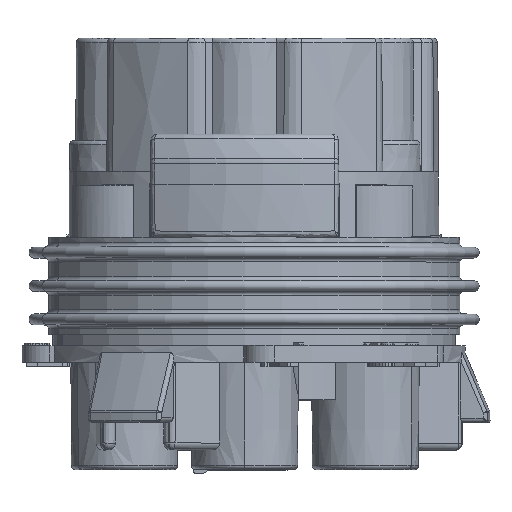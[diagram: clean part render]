
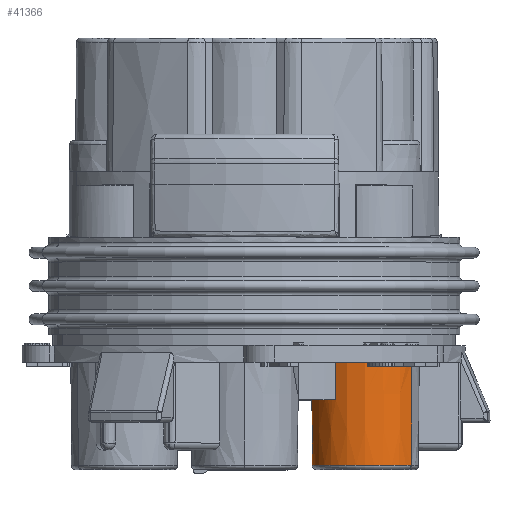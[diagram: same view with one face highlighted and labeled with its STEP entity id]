
A CAD part, top view. The second image highlights one B-rep face of the part: STEP entity #41366.
In plain terms, the highlighted conical face has half-angle 0.5 degrees and reference radius 3.883 mm.
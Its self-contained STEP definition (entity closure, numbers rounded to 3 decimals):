
#3049=DIRECTION('',(-0.008,1.,-0.004));
#3050=VECTOR('',#3049,15.403);
#3051=CARTESIAN_POINT('',(5.356,-30.703,3.092));
#3052=LINE('',#3051,#3050);
#3058=DIRECTION('',(0.008,1.,0.004));
#3059=VECTOR('',#3058,7.403);
#3060=CARTESIAN_POINT('',(11.965,-30.703,6.908));
#3061=LINE('',#3060,#3059);
#4605=CARTESIAN_POINT('',(8.66,-23.3,5.));
#4606=DIRECTION('',(0.,-1.,0.));
#4607=DIRECTION('',(0.866,0.,0.5));
#4608=AXIS2_PLACEMENT_3D('',#4605,#4606,#4607);
#4610=CARTESIAN_POINT('',(8.66,-30.703,5.));
#4611=DIRECTION('',(0.,1.,0.));
#4612=DIRECTION('',(-0.866,0.,-0.5));
#4613=AXIS2_PLACEMENT_3D('',#4610,#4611,#4612);
#4615=CARTESIAN_POINT('',(8.66,-15.3,5.));
#4616=DIRECTION('',(0.,-1.,0.));
#4617=DIRECTION('',(-0.943,0.,-0.333));
#4618=AXIS2_PLACEMENT_3D('',#4615,#4616,#4617);
#4620=CARTESIAN_POINT('',(4.935,-15.3,3.686));
#4621=CARTESIAN_POINT('',(4.941,-16.497,3.702));
#4622=CARTESIAN_POINT('',(4.952,-18.885,3.732));
#4623=CARTESIAN_POINT('',(4.97,-22.452,3.778));
#4624=CARTESIAN_POINT('',(4.981,-24.819,3.809));
#4625=CARTESIAN_POINT('',(4.987,-26.,3.824));
#4627=CARTESIAN_POINT('',(8.66,-26.,5.));
#4628=DIRECTION('',(0.,-1.,0.));
#4629=DIRECTION('',(-1.,0.,-0.029));
#4630=AXIS2_PLACEMENT_3D('',#4627,#4628,#4629);
#4632=CARTESIAN_POINT('',(4.711,-15.3,4.943));
#4633=CARTESIAN_POINT('',(4.721,-16.494,4.937));
#4634=CARTESIAN_POINT('',(4.742,-18.878,4.925));
#4635=CARTESIAN_POINT('',(4.774,-22.444,4.907));
#4636=CARTESIAN_POINT('',(4.795,-24.816,4.895));
#4637=CARTESIAN_POINT('',(4.805,-26.,4.889));
#4639=CARTESIAN_POINT('',(8.66,-15.3,5.));
#4640=DIRECTION('',(0.,-1.,0.));
#4641=DIRECTION('',(-0.768,0.,0.64));
#4642=AXIS2_PLACEMENT_3D('',#4639,#4640,#4641);
#4644=CARTESIAN_POINT('',(5.627,-15.3,7.53));
#4645=CARTESIAN_POINT('',(5.642,-16.495,7.532));
#4646=CARTESIAN_POINT('',(5.672,-18.881,7.535));
#4647=CARTESIAN_POINT('',(5.717,-22.448,7.54));
#4648=CARTESIAN_POINT('',(5.747,-24.817,7.543));
#4649=CARTESIAN_POINT('',(5.762,-26.,7.545));
#4651=CARTESIAN_POINT('',(8.66,-26.,5.));
#4652=DIRECTION('',(0.,-1.,0.));
#4653=DIRECTION('',(-0.55,0.,0.835));
#4654=AXIS2_PLACEMENT_3D('',#4651,#4652,#4653);
#4656=CARTESIAN_POINT('',(6.547,-15.3,8.337));
#4657=CARTESIAN_POINT('',(6.546,-16.495,8.324));
#4658=CARTESIAN_POINT('',(6.545,-18.88,8.299));
#4659=CARTESIAN_POINT('',(6.543,-22.447,8.26));
#4660=CARTESIAN_POINT('',(6.542,-24.817,8.235));
#4661=CARTESIAN_POINT('',(6.541,-26.,8.222));
#4663=CARTESIAN_POINT('',(8.66,-15.3,5.));
#4664=DIRECTION('',(0.,-1.,0.));
#4665=DIRECTION('',(0.195,0.,0.981));
#4666=AXIS2_PLACEMENT_3D('',#4663,#4664,#4665);
#4673=CARTESIAN_POINT('',(9.623,-22.804,8.763));
#4674=CARTESIAN_POINT('',(9.602,-21.98,8.776));
#4675=CARTESIAN_POINT('',(9.559,-20.325,8.802));
#4676=CARTESIAN_POINT('',(9.495,-17.823,8.838));
#4677=CARTESIAN_POINT('',(9.453,-16.143,8.862));
#4678=CARTESIAN_POINT('',(9.432,-15.3,8.874));
#4696=CARTESIAN_POINT('',(10.636,-23.3,8.34));
#4697=CARTESIAN_POINT('',(10.563,-23.3,8.383));
#4698=CARTESIAN_POINT('',(10.421,-23.294,8.46));
#4699=CARTESIAN_POINT('',(10.222,-23.267,8.554));
#4700=CARTESIAN_POINT('',(10.039,-23.22,8.629));
#4701=CARTESIAN_POINT('',(9.876,-23.151,8.687));
#4702=CARTESIAN_POINT('',(9.742,-23.057,8.729));
#4703=CARTESIAN_POINT('',(9.647,-22.936,8.756));
#4704=CARTESIAN_POINT('',(9.625,-22.85,8.763));
#4705=CARTESIAN_POINT('',(9.623,-22.804,8.763));
#30055=CARTESIAN_POINT('',(9.432,-15.3,8.874));
#30057=VERTEX_POINT('',#30055);
#30115=CARTESIAN_POINT('',(5.239,-15.3,3.025));
#30116=VERTEX_POINT('',#30115);
#30177=CARTESIAN_POINT('',(6.547,-15.3,8.337));
#30178=VERTEX_POINT('',#30177);
#30181=CARTESIAN_POINT('',(6.541,-26.,8.222));
#30182=CARTESIAN_POINT('',(5.762,-26.,7.545));
#30183=VERTEX_POINT('',#30181);
#30184=VERTEX_POINT('',#30182);
#30189=CARTESIAN_POINT('',(5.627,-15.3,7.53));
#30190=CARTESIAN_POINT('',(4.711,-15.3,4.943));
#30191=VERTEX_POINT('',#30189);
#30192=VERTEX_POINT('',#30190);
#30313=CARTESIAN_POINT('',(4.805,-26.,4.889));
#30314=CARTESIAN_POINT('',(4.987,-26.,3.824));
#30315=VERTEX_POINT('',#30313);
#30316=VERTEX_POINT('',#30314);
#30317=CARTESIAN_POINT('',(4.935,-15.3,3.686));
#30318=VERTEX_POINT('',#30317);
#30319=CARTESIAN_POINT('',(5.356,-30.703,
3.092));
#30320=CARTESIAN_POINT('',(11.965,-30.703,
6.908));
#30321=VERTEX_POINT('',#30319);
#30322=VERTEX_POINT('',#30320);
#30435=CARTESIAN_POINT('',(12.021,-23.3,6.94));
#30436=VERTEX_POINT('',#30435);
#30444=CARTESIAN_POINT('',(9.623,-22.804,
8.763));
#30446=VERTEX_POINT('',#30444);
#30487=CARTESIAN_POINT('',(10.636,-23.3,8.34));
#30488=VERTEX_POINT('',#30487);
#41334=CARTESIAN_POINT('',(8.66,-23.001,5.));
#41335=DIRECTION('',(0.,1.,0.));
#41336=DIRECTION('',(0.866,0.,0.5));
#41337=AXIS2_PLACEMENT_3D('',#41334,#41335,#41336);
#41338=CONICAL_SURFACE('',#41337,3.883,0.5);
#41340=ORIENTED_EDGE('',*,*,#41339,.F.);
#41342=ORIENTED_EDGE('',*,*,#41341,.F.);
#41344=ORIENTED_EDGE('',*,*,#41343,.F.);
#41345=ORIENTED_EDGE('',*,*,#39521,.F.);
#41346=ORIENTED_EDGE('',*,*,#41324,.F.);
#41347=ORIENTED_EDGE('',*,*,#39517,.T.);
#41348=ORIENTED_EDGE('',*,*,#39756,.F.);
#41349=ORIENTED_EDGE('',*,*,#39778,.T.);
#41351=ORIENTED_EDGE('',*,*,#41350,.F.);
#41353=ORIENTED_EDGE('',*,*,#41352,.F.);
#41355=ORIENTED_EDGE('',*,*,#41354,.F.);
#41357=ORIENTED_EDGE('',*,*,#41356,.T.);
#41359=ORIENTED_EDGE('',*,*,#41358,.F.);
#41361=ORIENTED_EDGE('',*,*,#41360,.F.);
#41363=ORIENTED_EDGE('',*,*,#41362,.F.);
#41364=EDGE_LOOP('',(#41340,#41342,#41344,#41345,#41346,#41347,#41348,#41349,
#41351,#41353,#41355,#41357,#41359,#41361,#41363));
#41365=FACE_OUTER_BOUND('',#41364,.F.);
#41366=ADVANCED_FACE('',(#41365),#41338,.T.);
#4609=CIRCLE('',#4608,3.88);
#4614=CIRCLE('',#4613,3.816);
#4619=CIRCLE('',#4618,3.95);
#4626=B_SPLINE_CURVE_WITH_KNOTS('',3,(#4620,#4621,#4622,#4623,#4624,#4625),
.UNSPECIFIED.,.F.,.F.,(4,1,1,4),(0.,0.333,0.667,1.),
.UNSPECIFIED.);
#4631=CIRCLE('',#4630,3.857);
#4638=B_SPLINE_CURVE_WITH_KNOTS('',3,(#4632,#4633,#4634,#4635,#4636,#4637),
.UNSPECIFIED.,.F.,.F.,(4,1,1,4),(0.,0.333,0.667,1.),
.UNSPECIFIED.);
#4643=CIRCLE('',#4642,3.95);
#4650=B_SPLINE_CURVE_WITH_KNOTS('',3,(#4644,#4645,#4646,#4647,#4648,#4649),
.UNSPECIFIED.,.F.,.F.,(4,1,1,4),(0.,0.333,0.667,1.),
.UNSPECIFIED.);
#4655=CIRCLE('',#4654,3.857);
#4662=B_SPLINE_CURVE_WITH_KNOTS('',3,(#4656,#4657,#4658,#4659,#4660,#4661),
.UNSPECIFIED.,.F.,.F.,(4,1,1,4),(0.,0.333,0.667,1.),
.UNSPECIFIED.);
#4667=CIRCLE('',#4666,3.95);
#4679=B_SPLINE_CURVE_WITH_KNOTS('',3,(#4673,#4674,#4675,#4676,#4677,#4678),
.UNSPECIFIED.,.F.,.F.,(4,1,1,4),(0.,0.333,0.667,1.),
.UNSPECIFIED.);
#4706=B_SPLINE_CURVE_WITH_KNOTS('',3,(#4696,#4697,#4698,#4699,#4700,#4701,#4702,
#4703,#4704,#4705),.UNSPECIFIED.,.F.,.F.,(4,1,1,1,1,1,1,4),(0.,
0.143,0.286,0.429,0.571,
0.714,0.857,1.),.UNSPECIFIED.);
#39517=EDGE_CURVE('',#30321,#30116,#3052,.T.);
#39521=EDGE_CURVE('',#30322,#30436,#3061,.T.);
#39756=EDGE_CURVE('',#30318,#30116,#4619,.T.);
#39778=EDGE_CURVE('',#30318,#30316,#4626,.T.);
#41324=EDGE_CURVE('',#30321,#30322,#4614,.T.);
#41339=EDGE_CURVE('',#30446,#30057,#4679,.T.);
#41341=EDGE_CURVE('',#30488,#30446,#4706,.T.);
#41343=EDGE_CURVE('',#30436,#30488,#4609,.T.);
#41350=EDGE_CURVE('',#30315,#30316,#4631,.T.);
#41352=EDGE_CURVE('',#30192,#30315,#4638,.T.);
#41354=EDGE_CURVE('',#30191,#30192,#4643,.T.);
#41356=EDGE_CURVE('',#30191,#30184,#4650,.T.);
#41358=EDGE_CURVE('',#30183,#30184,#4655,.T.);
#41360=EDGE_CURVE('',#30178,#30183,#4662,.T.);
#41362=EDGE_CURVE('',#30057,#30178,#4667,.T.);
